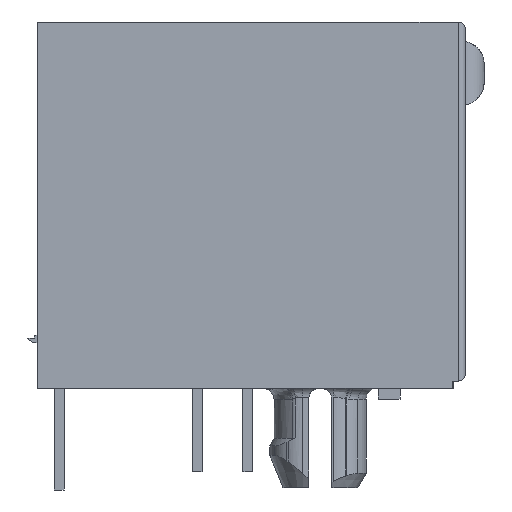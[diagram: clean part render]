
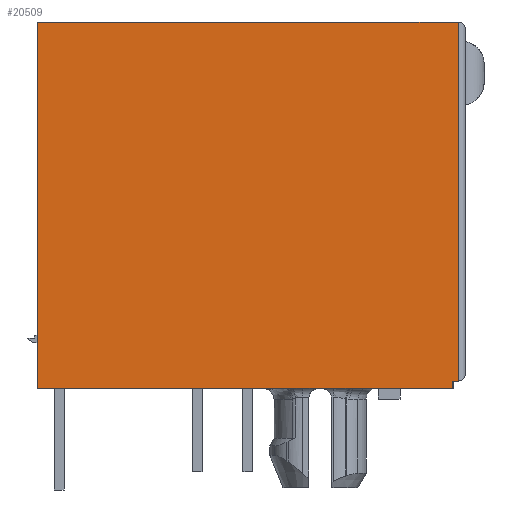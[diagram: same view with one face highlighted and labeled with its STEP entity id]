
A CAD part, left-side view. The second image highlights one B-rep face of the part: STEP entity #20509.
In plain terms, the highlighted planar face has unit normal (-1, 0, 0).
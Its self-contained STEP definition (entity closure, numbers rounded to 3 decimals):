
#20481 = VERTEX_POINT('',#20482);
#20482 = CARTESIAN_POINT('',(-10.457,-4.916,
    13.177));
#20489 = EDGE_CURVE('',#20490,#20481,#20492,.T.);
#20490 = VERTEX_POINT('',#20491);
#20491 = CARTESIAN_POINT('',(-10.457,-4.916,
    0.604));
#20492 = LINE('',#20493,#20494);
#20493 = CARTESIAN_POINT('',(-10.457,-4.916,6.763));
#20494 = VECTOR('',#20495,1.);
#20495 = DIRECTION('',(0.,0.,1.));
#20509 = ADVANCED_FACE('',(#20510),#20631,.T.);
#20510 = FACE_BOUND('',#20511,.T.);
#20511 = EDGE_LOOP('',(#20512,#20522,#20528,#20529,#20537,#20545,#20553,
    #20561,#20569,#20577,#20585,#20593,#20601,#20609,#20617,#20625));
#20512 = ORIENTED_EDGE('',*,*,#20513,.T.);
#20513 = EDGE_CURVE('',#20514,#20516,#20518,.T.);
#20514 = VERTEX_POINT('',#20515);
#20515 = CARTESIAN_POINT('',(-10.457,-4.738,0.35)
  );
#20516 = VERTEX_POINT('',#20517);
#20517 = CARTESIAN_POINT('',(-10.457,-4.738,
    0.604));
#20518 = LINE('',#20519,#20520);
#20519 = CARTESIAN_POINT('',(-10.457,-4.738,6.763)
  );
#20520 = VECTOR('',#20521,1.);
#20521 = DIRECTION('',(0.,0.,1.));
#20522 = ORIENTED_EDGE('',*,*,#20523,.T.);
#20523 = EDGE_CURVE('',#20516,#20490,#20524,.T.);
#20524 = LINE('',#20525,#20526);
#20525 = CARTESIAN_POINT('',(-10.457,-3.9,0.604));
#20526 = VECTOR('',#20527,1.);
#20527 = DIRECTION('',(0.,-1.,0.));
#20528 = ORIENTED_EDGE('',*,*,#20489,.T.);
#20529 = ORIENTED_EDGE('',*,*,#20530,.T.);
#20530 = EDGE_CURVE('',#20481,#20531,#20533,.T.);
#20531 = VERTEX_POINT('',#20532);
#20532 = CARTESIAN_POINT('',(-10.457,9.816,13.177));
#20533 = LINE('',#20534,#20535);
#20534 = CARTESIAN_POINT('',(-10.457,2.45,13.177));
#20535 = VECTOR('',#20536,1.);
#20536 = DIRECTION('',(0.,1.,0.));
#20537 = ORIENTED_EDGE('',*,*,#20538,.F.);
#20538 = EDGE_CURVE('',#20539,#20531,#20541,.T.);
#20539 = VERTEX_POINT('',#20540);
#20540 = CARTESIAN_POINT('',(-10.457,9.816,0.35));
#20541 = LINE('',#20542,#20543);
#20542 = CARTESIAN_POINT('',(-10.457,9.816,6.763));
#20543 = VECTOR('',#20544,1.);
#20544 = DIRECTION('',(0.,0.,1.));
#20545 = ORIENTED_EDGE('',*,*,#20546,.F.);
#20546 = EDGE_CURVE('',#20547,#20539,#20549,.T.);
#20547 = VERTEX_POINT('',#20548);
#20548 = CARTESIAN_POINT('',(-10.457,1.195,
    0.35));
#20549 = LINE('',#20550,#20551);
#20550 = CARTESIAN_POINT('',(-10.457,-4.738,0.35));
#20551 = VECTOR('',#20552,1.);
#20552 = DIRECTION('',(0.,1.,0.));
#20553 = ORIENTED_EDGE('',*,*,#20554,.T.);
#20554 = EDGE_CURVE('',#20547,#20555,#20557,.T.);
#20555 = VERTEX_POINT('',#20556);
#20556 = CARTESIAN_POINT('',(-10.457,1.093,
    0.35));
#20557 = LINE('',#20558,#20559);
#20558 = CARTESIAN_POINT('',(-10.457,2.45,0.35));
#20559 = VECTOR('',#20560,1.);
#20560 = DIRECTION('',(0.,-1.,0.));
#20561 = ORIENTED_EDGE('',*,*,#20562,.T.);
#20562 = EDGE_CURVE('',#20555,#20563,#20565,.T.);
#20563 = VERTEX_POINT('',#20564);
#20564 = CARTESIAN_POINT('',(-10.457,0.875,
    0.35));
#20565 = LINE('',#20566,#20567);
#20566 = CARTESIAN_POINT('',(-10.457,2.45,0.35));
#20567 = VECTOR('',#20568,1.);
#20568 = DIRECTION('',(0.,-1.,0.));
#20569 = ORIENTED_EDGE('',*,*,#20570,.T.);
#20570 = EDGE_CURVE('',#20563,#20571,#20573,.T.);
#20571 = VERTEX_POINT('',#20572);
#20572 = CARTESIAN_POINT('',(-10.457,0.527,
    0.35));
#20573 = LINE('',#20574,#20575);
#20574 = CARTESIAN_POINT('',(-10.457,2.45,0.35));
#20575 = VECTOR('',#20576,1.);
#20576 = DIRECTION('',(0.,-1.,0.));
#20577 = ORIENTED_EDGE('',*,*,#20578,.T.);
#20578 = EDGE_CURVE('',#20571,#20579,#20581,.T.);
#20579 = VERTEX_POINT('',#20580);
#20580 = CARTESIAN_POINT('',(-10.457,-0.065,
    0.35));
#20581 = LINE('',#20582,#20583);
#20582 = CARTESIAN_POINT('',(-10.457,2.45,0.35));
#20583 = VECTOR('',#20584,1.);
#20584 = DIRECTION('',(0.,-1.,0.));
#20585 = ORIENTED_EDGE('',*,*,#20586,.F.);
#20586 = EDGE_CURVE('',#20587,#20579,#20589,.T.);
#20587 = VERTEX_POINT('',#20588);
#20588 = CARTESIAN_POINT('',(-10.457,-0.116,0.35)
  );
#20589 = LINE('',#20590,#20591);
#20590 = CARTESIAN_POINT('',(-10.457,-4.738,0.35));
#20591 = VECTOR('',#20592,1.);
#20592 = DIRECTION('',(0.,1.,0.));
#20593 = ORIENTED_EDGE('',*,*,#20594,.T.);
#20594 = EDGE_CURVE('',#20587,#20595,#20597,.T.);
#20595 = VERTEX_POINT('',#20596);
#20596 = CARTESIAN_POINT('',(-10.457,-0.551,
    0.35));
#20597 = LINE('',#20598,#20599);
#20598 = CARTESIAN_POINT('',(-10.457,2.45,0.35));
#20599 = VECTOR('',#20600,1.);
#20600 = DIRECTION('',(0.,-1.,0.));
#20601 = ORIENTED_EDGE('',*,*,#20602,.T.);
#20602 = EDGE_CURVE('',#20595,#20603,#20605,.T.);
#20603 = VERTEX_POINT('',#20604);
#20604 = CARTESIAN_POINT('',(-10.457,-1.141,
    0.35));
#20605 = LINE('',#20606,#20607);
#20606 = CARTESIAN_POINT('',(-10.457,2.45,0.35));
#20607 = VECTOR('',#20608,1.);
#20608 = DIRECTION('',(0.,-1.,0.));
#20609 = ORIENTED_EDGE('',*,*,#20610,.T.);
#20610 = EDGE_CURVE('',#20603,#20611,#20613,.T.);
#20611 = VERTEX_POINT('',#20612);
#20612 = CARTESIAN_POINT('',(-10.457,-1.17,
    0.35));
#20613 = LINE('',#20614,#20615);
#20614 = CARTESIAN_POINT('',(-10.457,2.45,0.35));
#20615 = VECTOR('',#20616,1.);
#20616 = DIRECTION('',(0.,-1.,0.));
#20617 = ORIENTED_EDGE('',*,*,#20618,.T.);
#20618 = EDGE_CURVE('',#20611,#20619,#20621,.T.);
#20619 = VERTEX_POINT('',#20620);
#20620 = CARTESIAN_POINT('',(-10.457,-1.324,
    0.35));
#20621 = LINE('',#20622,#20623);
#20622 = CARTESIAN_POINT('',(-10.457,2.45,0.35));
#20623 = VECTOR('',#20624,1.);
#20624 = DIRECTION('',(0.,-1.,0.));
#20625 = ORIENTED_EDGE('',*,*,#20626,.F.);
#20626 = EDGE_CURVE('',#20514,#20619,#20627,.T.);
#20627 = LINE('',#20628,#20629);
#20628 = CARTESIAN_POINT('',(-10.457,-4.738,0.35));
#20629 = VECTOR('',#20630,1.);
#20630 = DIRECTION('',(0.,1.,0.));
#20631 = PLANE('',#20632);
#20632 = AXIS2_PLACEMENT_3D('',#20633,#20634,#20635);
#20633 = CARTESIAN_POINT('',(-10.457,9.816,0.35));
#20634 = DIRECTION('',(-1.,0.,0.));
#20635 = DIRECTION('',(0.,-1.,0.));
